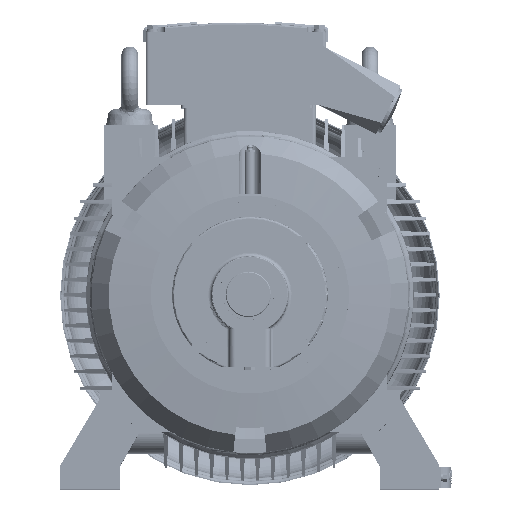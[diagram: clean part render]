
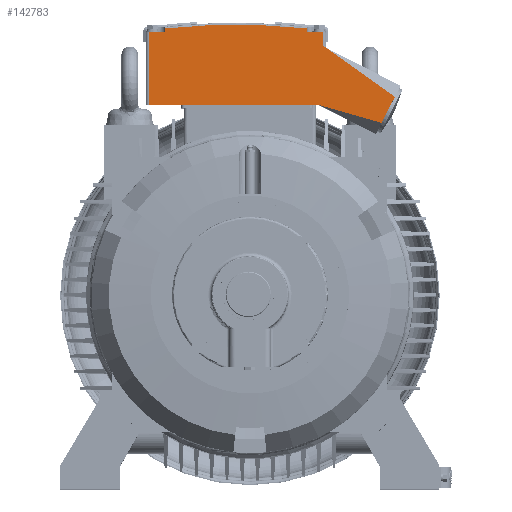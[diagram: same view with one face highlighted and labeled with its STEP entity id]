
A CAD part, top view. The second image highlights one B-rep face of the part: STEP entity #142783.
In plain terms, the highlighted planar face has unit normal (0, 0, 1).
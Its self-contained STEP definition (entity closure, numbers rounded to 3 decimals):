
#24408=DIRECTION('',(-0.891,0.454,0.));
#24409=VECTOR('',#24408,5.612);
#24410=CARTESIAN_POINT('',(186.036,370.548,284.));
#24411=LINE('',#24410,#24409);
#24412=DIRECTION('',(0.454,0.891,0.));
#24413=VECTOR('',#24412,42.);
#24414=CARTESIAN_POINT('',(265.592,262.673,284.));
#24415=LINE('',#24414,#24413);
#24416=DIRECTION('',(1.,0.,0.));
#24417=VECTOR('',#24416,244.124);
#24418=CARTESIAN_POINT('',(-68.964,288.548,284.));
#24419=LINE('',#24418,#24417);
#24420=DIRECTION('',(0.,-1.,0.));
#24421=VECTOR('',#24420,4.955);
#24422=CARTESIAN_POINT('',(-45.964,398.503,284.));
#24423=LINE('',#24422,#24421);
#24424=CARTESIAN_POINT('',(56.036,-536.841,284.));
#24425=DIRECTION('',(0.,0.,1.));
#24426=DIRECTION('',(0.108,0.994,0.));
#24427=AXIS2_PLACEMENT_3D('',#24424,#24425,#24426);
#24429=DIRECTION('',(0.,1.,0.));
#24430=VECTOR('',#24429,4.955);
#24431=CARTESIAN_POINT('',(158.036,393.548,284.));
#24432=LINE('',#24431,#24430);
#24433=DIRECTION('',(-1.,0.,0.));
#24434=VECTOR('',#24433,23.);
#24435=CARTESIAN_POINT('',(181.036,393.548,284.));
#24436=LINE('',#24435,#24434);
#24447=DIRECTION('',(0.,1.,0.));
#24448=VECTOR('',#24447,20.452);
#24449=CARTESIAN_POINT('',(181.036,373.096,284.));
#24450=LINE('',#24449,#24448);
#25936=DIRECTION('',(1.,0.,0.));
#25937=VECTOR('',#25936,23.);
#25938=CARTESIAN_POINT('',(-68.964,393.548,284.));
#25939=LINE('',#25938,#25937);
#27169=DIRECTION('',(0.,-1.,0.));
#27170=VECTOR('',#27169,105.);
#27171=CARTESIAN_POINT('',(-68.964,393.548,284.));
#27172=LINE('',#27171,#27170);
#27252=DIRECTION('',(-0.961,0.275,0.));
#27253=VECTOR('',#27252,94.061);
#27254=CARTESIAN_POINT('',(265.592,262.673,284.));
#27255=LINE('',#27254,#27253);
#27268=DIRECTION('',(0.814,-0.581,0.));
#27269=VECTOR('',#27268,121.203);
#27270=CARTESIAN_POINT('',(186.036,370.548,284.));
#27271=LINE('',#27270,#27269);
#96329=CARTESIAN_POINT('',(-68.964,393.548,284.));
#96331=VERTEX_POINT('',#96329);
#96459=CARTESIAN_POINT('',(158.036,393.548,284.));
#96460=CARTESIAN_POINT('',(158.036,398.503,284.));
#96461=VERTEX_POINT('',#96459);
#96462=VERTEX_POINT('',#96460);
#96467=CARTESIAN_POINT('',(-45.964,398.503,284.));
#96468=CARTESIAN_POINT('',(-45.964,393.548,284.));
#96469=VERTEX_POINT('',#96467);
#96470=VERTEX_POINT('',#96468);
#96471=CARTESIAN_POINT('',(181.036,393.548,284.));
#96472=VERTEX_POINT('',#96471);
#119171=CARTESIAN_POINT('',(186.036,370.548,284.));
#119172=CARTESIAN_POINT('',(284.659,300.095,284.));
#119173=VERTEX_POINT('',#119171);
#119174=VERTEX_POINT('',#119172);
#119175=CARTESIAN_POINT('',(181.036,373.096,284.));
#119176=VERTEX_POINT('',#119175);
#119177=CARTESIAN_POINT('',(-68.964,288.548,284.));
#119178=CARTESIAN_POINT('',(175.16,288.548,284.));
#119179=VERTEX_POINT('',#119177);
#119180=VERTEX_POINT('',#119178);
#119181=CARTESIAN_POINT('',(265.592,262.673,284.));
#119182=VERTEX_POINT('',#119181);
#142753=CARTESIAN_POINT('',(56.036,189.005,284.));
#142754=DIRECTION('',(0.,0.,1.));
#142755=DIRECTION('',(1.,0.,0.));
#142756=AXIS2_PLACEMENT_3D('',#142753,#142754,#142755);
#142757=PLANE('',#142756);
#142759=ORIENTED_EDGE('',*,*,#142758,.F.);
#142761=ORIENTED_EDGE('',*,*,#142760,.F.);
#142763=ORIENTED_EDGE('',*,*,#142762,.T.);
#142765=ORIENTED_EDGE('',*,*,#142764,.F.);
#142767=ORIENTED_EDGE('',*,*,#142766,.T.);
#142768=ORIENTED_EDGE('',*,*,#142718,.F.);
#142770=ORIENTED_EDGE('',*,*,#142769,.F.);
#142772=ORIENTED_EDGE('',*,*,#142771,.T.);
#142774=ORIENTED_EDGE('',*,*,#142773,.F.);
#142776=ORIENTED_EDGE('',*,*,#142775,.F.);
#142778=ORIENTED_EDGE('',*,*,#142777,.F.);
#142780=ORIENTED_EDGE('',*,*,#142779,.F.);
#142781=EDGE_LOOP('',(#142759,#142761,#142763,#142765,#142767,#142768,#142770,
#142772,#142774,#142776,#142778,#142780));
#142782=FACE_OUTER_BOUND('',#142781,.F.);
#24428=CIRCLE('',#24427,940.889);
#142718=EDGE_CURVE('',#119179,#119180,#24419,.T.);
#142758=EDGE_CURVE('',#119176,#96472,#24450,.T.);
#142760=EDGE_CURVE('',#119173,#119176,#24411,.T.);
#142762=EDGE_CURVE('',#119173,#119174,#27271,.T.);
#142764=EDGE_CURVE('',#119182,#119174,#24415,.T.);
#142766=EDGE_CURVE('',#119182,#119180,#27255,.T.);
#142769=EDGE_CURVE('',#96331,#119179,#27172,.T.);
#142771=EDGE_CURVE('',#96331,#96470,#25939,.T.);
#142773=EDGE_CURVE('',#96469,#96470,#24423,.T.);
#142775=EDGE_CURVE('',#96462,#96469,#24428,.T.);
#142777=EDGE_CURVE('',#96461,#96462,#24432,.T.);
#142779=EDGE_CURVE('',#96472,#96461,#24436,.T.);
#142783=ADVANCED_FACE('',(#142782),#142757,.T.);
